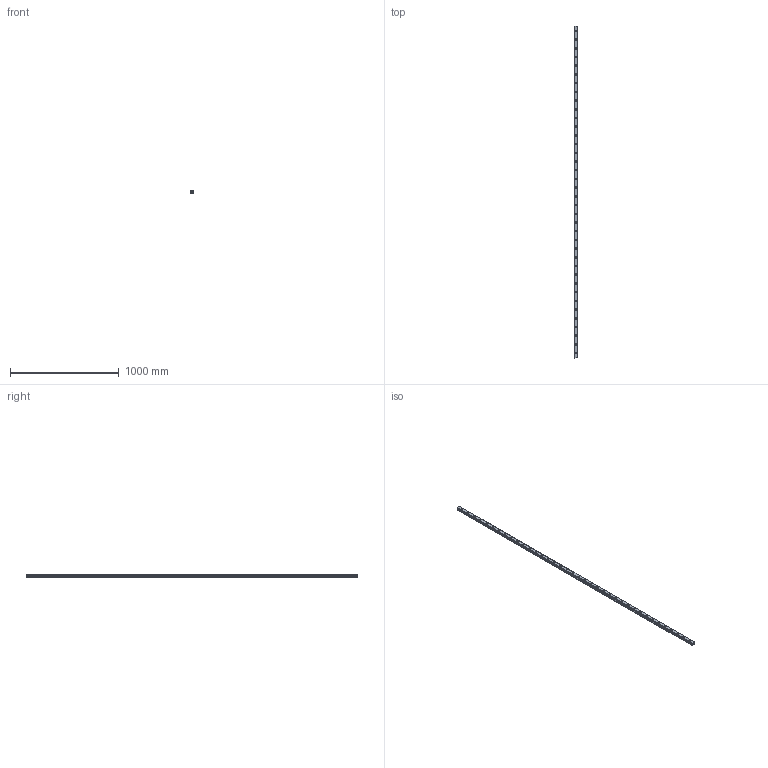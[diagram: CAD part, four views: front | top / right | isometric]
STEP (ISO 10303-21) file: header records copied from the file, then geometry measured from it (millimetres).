
FILE_DESCRIPTION(('STEP AP214'),'1');
FILE_NAME('cctmp_491D77F3-827C-4FD6-9226-A8F26752D377_2021_02_17_13_06_02_0587..stp','2021-02-17T12:06:02',('HIWIN GmbH'),('CADClick - www.CADClick.com'),'Spatial InterOp 3D',' ','unknown authorization');
FILE_SCHEMA(('AUTOMOTIVE_DESIGN'));
Length unit declared in the file: millimetre
Products named in the file (1): EGR35R3050C_FILE
Bounding box: 34 x 3050 x 27.5 mm (x, y, z)
Volume: 2401958.4 mm3; surface area: 427254.3 mm2
Topology: 1 solids, 1 shells, 449 faces, 987 edges, 658 vertices
Faces by surface type: cylinder 246, plane 203
Entity records: 16169 total; most frequent: DIRECTION 2379, CARTESIAN_POINT 2095, ORIENTED_EDGE 1974, EDGE_CURVE 987, AXIS2_PLACEMENT_3D 942, VERTEX_POINT 658, EDGE_LOOP 567, LINE 495
